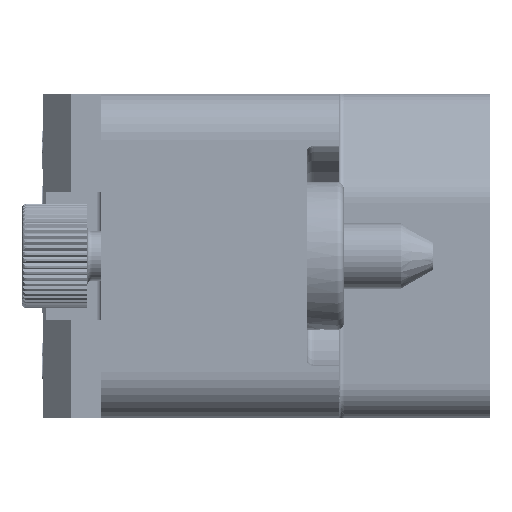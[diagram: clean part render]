
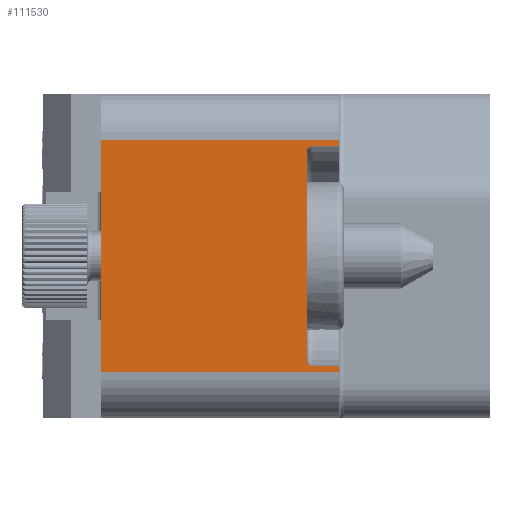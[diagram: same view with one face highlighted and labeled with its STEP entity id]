
A CAD part, left-side view. The second image highlights one B-rep face of the part: STEP entity #111530.
In plain terms, the highlighted planar face has unit normal (-1, 0, 0).
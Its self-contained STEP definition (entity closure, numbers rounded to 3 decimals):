
#6980=DIRECTION('',(0.,0.,-1.));
#6981=VECTOR('',#6980,10.);
#6982=CARTESIAN_POINT('',(-40.,8.65,5.));
#6983=LINE('',#6982,#6981);
#7083=DIRECTION('',(0.,-1.,0.));
#7084=VECTOR('',#7083,10.25);
#7085=CARTESIAN_POINT('',(-40.,8.65,5.));
#7086=LINE('',#7085,#7084);
#37730=DIRECTION('',(0.,1.,0.));
#37731=VECTOR('',#37730,10.25);
#37732=CARTESIAN_POINT('',(-40.,-1.6,-5.));
#37733=LINE('',#37732,#37731);
#37739=DIRECTION('',(0.,0.,1.));
#37740=VECTOR('',#37739,8.9);
#37741=CARTESIAN_POINT('',(-40.,-0.2,-4.45));
#37742=LINE('',#37741,#37740);
#37743=DIRECTION('',(0.,1.,0.));
#37744=VECTOR('',#37743,1.1);
#37745=CARTESIAN_POINT('',(-40.,-1.6,-4.75));
#37746=LINE('',#37745,#37744);
#37747=DIRECTION('',(0.,0.,-1.));
#37748=VECTOR('',#37747,0.25);
#37749=CARTESIAN_POINT('',(-40.,-1.6,-4.75));
#37750=LINE('',#37749,#37748);
#37751=DIRECTION('',(0.,0.,-1.));
#37752=VECTOR('',#37751,0.25);
#37753=CARTESIAN_POINT('',(-40.,-1.6,5.));
#37754=LINE('',#37753,#37752);
#37755=DIRECTION('',(0.,1.,0.));
#37756=VECTOR('',#37755,1.1);
#37757=CARTESIAN_POINT('',(-40.,-1.6,4.75));
#37758=LINE('',#37757,#37756);
#37782=CARTESIAN_POINT('',(-40.,-0.5,-4.45));
#37783=DIRECTION('',(1.,0.,0.));
#37784=DIRECTION('',(0.,0.,-1.));
#37785=AXIS2_PLACEMENT_3D('',#37782,#37783,#37784);
#37806=CARTESIAN_POINT('',(-40.,-0.5,4.45));
#37807=DIRECTION('',(1.,0.,0.));
#37808=DIRECTION('',(0.,1.,0.));
#37809=AXIS2_PLACEMENT_3D('',#37806,#37807,#37808);
#46846=CARTESIAN_POINT('',(-40.,-1.6,5.));
#46847=VERTEX_POINT('',#46846);
#46848=CARTESIAN_POINT('',(-40.,8.65,5.));
#46849=VERTEX_POINT('',#46848);
#46854=CARTESIAN_POINT('',(-40.,8.65,-5.));
#46855=VERTEX_POINT('',#46854);
#46856=CARTESIAN_POINT('',(-40.,-1.6,-5.));
#46857=VERTEX_POINT('',#46856);
#46866=CARTESIAN_POINT('',(-40.,-1.6,-4.75));
#46868=VERTEX_POINT('',#46866);
#46872=CARTESIAN_POINT('',(-40.,-1.6,4.75));
#46873=VERTEX_POINT('',#46872);
#47083=CARTESIAN_POINT('',(-40.,-0.2,-4.45));
#47085=VERTEX_POINT('',#47083);
#47087=CARTESIAN_POINT('',(-40.,-0.5,-4.75));
#47089=VERTEX_POINT('',#47087);
#47094=CARTESIAN_POINT('',(-40.,-0.2,4.45));
#47095=VERTEX_POINT('',#47094);
#47096=CARTESIAN_POINT('',(-40.,-0.5,4.75));
#47097=VERTEX_POINT('',#47096);
#111508=CARTESIAN_POINT('',(-40.,-1.6,7.));
#111509=DIRECTION('',(-1.,0.,0.));
#111510=DIRECTION('',(0.,1.,0.));
#111511=AXIS2_PLACEMENT_3D('',#111508,#111509,#111510);
#111512=PLANE('',#111511);
#111514=ORIENTED_EDGE('',*,*,#111513,.F.);
#111516=ORIENTED_EDGE('',*,*,#111515,.F.);
#111518=ORIENTED_EDGE('',*,*,#111517,.F.);
#111519=ORIENTED_EDGE('',*,*,#66332,.T.);
#111520=ORIENTED_EDGE('',*,*,#111502,.T.);
#111521=ORIENTED_EDGE('',*,*,#66236,.F.);
#111522=ORIENTED_EDGE('',*,*,#66316,.T.);
#111523=ORIENTED_EDGE('',*,*,#66340,.T.);
#111525=ORIENTED_EDGE('',*,*,#111524,.T.);
#111527=ORIENTED_EDGE('',*,*,#111526,.F.);
#111528=EDGE_LOOP('',(#111514,#111516,#111518,#111519,#111520,#111521,#111522,
#111523,#111525,#111527));
#111529=FACE_OUTER_BOUND('',#111528,.F.);
#111530=ADVANCED_FACE('',(#111529),#111512,.T.);
#37786=CIRCLE('',#37785,0.3);
#37810=CIRCLE('',#37809,0.3);
#66236=EDGE_CURVE('',#46849,#46855,#6983,.T.);
#66316=EDGE_CURVE('',#46849,#46847,#7086,.T.);
#66332=EDGE_CURVE('',#46868,#46857,#37750,.T.);
#66340=EDGE_CURVE('',#46847,#46873,#37754,.T.);
#111502=EDGE_CURVE('',#46857,#46855,#37733,.T.);
#111513=EDGE_CURVE('',#47085,#47095,#37742,.T.);
#111515=EDGE_CURVE('',#47089,#47085,#37786,.T.);
#111517=EDGE_CURVE('',#46868,#47089,#37746,.T.);
#111524=EDGE_CURVE('',#46873,#47097,#37758,.T.);
#111526=EDGE_CURVE('',#47095,#47097,#37810,.T.);
